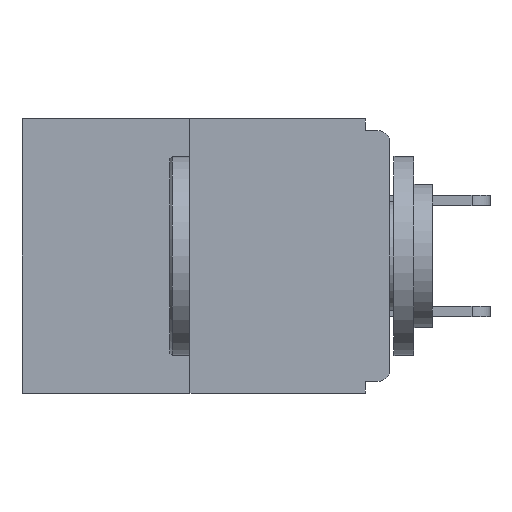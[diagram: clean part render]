
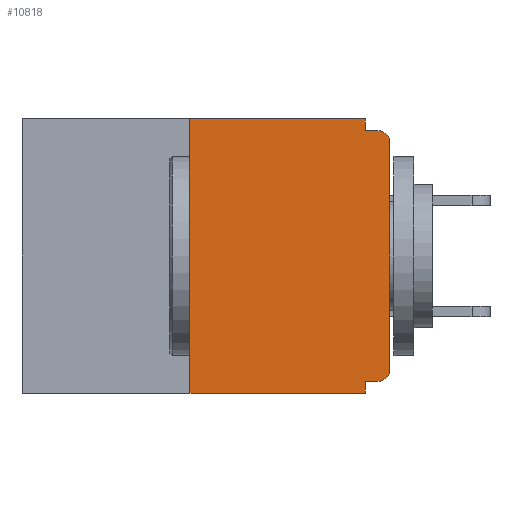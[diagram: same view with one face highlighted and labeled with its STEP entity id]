
A CAD part, left-side view. The second image highlights one B-rep face of the part: STEP entity #10818.
In plain terms, the highlighted planar face has unit normal (-1, 0, 0).
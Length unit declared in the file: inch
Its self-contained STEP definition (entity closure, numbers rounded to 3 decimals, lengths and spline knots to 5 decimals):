
#2 = EDGE_CURVE ( 'NONE', #3013, #6460, #455, .T. ) ;
#142 = CARTESIAN_POINT ( 'NONE',  ( 0., 0.015, -0.313 ) ) ;
#190 = DIRECTION ( 'NONE',  ( -1., 0., 0. ) ) ;
#338 = AXIS2_PLACEMENT_3D ( 'NONE', #142, #190, #5262 ) ;
#455 = LINE ( 'NONE', #9021, #4644 ) ;
#502 = VECTOR ( 'NONE', #896, 39.37008 ) ;
#504 = ORIENTED_EDGE ( 'NONE', *, *, #10536, .F. ) ;
#665 = ORIENTED_EDGE ( 'NONE', *, *, #8146, .F. ) ;
#668 = DIRECTION ( 'NONE',  ( 0., -1., 0. ) ) ;
#896 = DIRECTION ( 'NONE',  ( 0., 1., 0. ) ) ;
#1204 = DIRECTION ( 'NONE',  ( -1., 0., 0. ) ) ;
#1222 = ORIENTED_EDGE ( 'NONE', *, *, #9795, .F. ) ;
#1623 = LINE ( 'NONE', #8329, #2414 ) ;
#1671 = CARTESIAN_POINT ( 'NONE',  ( 0., 0.031, -0.343 ) ) ;
#1683 = EDGE_LOOP ( 'NONE', ( #5377, #3775, #10698, #665, #504, #4933, #2106, #2794, #4261, #1222 ) ) ;
#1932 = VERTEX_POINT ( 'NONE', #7366 ) ;
#1981 = VECTOR ( 'NONE', #3225, 39.37008 ) ;
#2063 = CIRCLE ( 'NONE', #11836, 0.015 ) ;
#2106 = ORIENTED_EDGE ( 'NONE', *, *, #7622, .T. ) ;
#2196 = DIRECTION ( 'NONE',  ( 0., -1., 0. ) ) ;
#2239 = CARTESIAN_POINT ( 'NONE',  ( 0., 0.25, 0. ) ) ;
#2414 = VECTOR ( 'NONE', #668, 39.37008 ) ;
#2536 = CARTESIAN_POINT ( 'NONE',  ( 0., 0.015, -0.015 ) ) ;
#2779 = VERTEX_POINT ( 'NONE', #7833 ) ;
#2785 = VERTEX_POINT ( 'NONE', #10905 ) ;
#2794 = ORIENTED_EDGE ( 'NONE', *, *, #10994, .T. ) ;
#3013 = VERTEX_POINT ( 'NONE', #10024 ) ;
#3102 = VECTOR ( 'NONE', #11434, 39.37008 ) ;
#3225 = DIRECTION ( 'NONE',  ( 0., 0., -1. ) ) ;
#3687 = VERTEX_POINT ( 'NONE', #2239 ) ;
#3775 = ORIENTED_EDGE ( 'NONE', *, *, #9845, .F. ) ;
#3799 = CARTESIAN_POINT ( 'NONE',  ( 0., 0., -0.03 ) ) ;
#4261 = ORIENTED_EDGE ( 'NONE', *, *, #11327, .F. ) ;
#4644 = VECTOR ( 'NONE', #9137, 39.37008 ) ;
#4933 = ORIENTED_EDGE ( 'NONE', *, *, #7826, .T. ) ;
#4955 = DIRECTION ( 'NONE',  ( 0., 0., -1. ) ) ;
#5262 = DIRECTION ( 'NONE',  ( 0., 0., -1. ) ) ;
#5377 = ORIENTED_EDGE ( 'NONE', *, *, #6312, .F. ) ;
#5600 = DIRECTION ( 'NONE',  ( 0., 0., -1. ) ) ;
#5607 = CARTESIAN_POINT ( 'NONE',  ( 0., 0.031, -0.343 ) ) ;
#6067 = VERTEX_POINT ( 'NONE', #3799 ) ;
#6312 = EDGE_CURVE ( 'NONE', #3687, #15918, #1623, .T. ) ;
#6337 = VERTEX_POINT ( 'NONE', #2536 ) ;
#6460 = VERTEX_POINT ( 'NONE', #5607 ) ;
#6708 = LINE ( 'NONE', #13712, #502 ) ;
#7224 = VECTOR ( 'NONE', #14602, 39.37008 ) ;
#7340 = CARTESIAN_POINT ( 'NONE',  ( 0., 0.015, -0.328 ) ) ;
#7366 = CARTESIAN_POINT ( 'NONE',  ( 0., 0.031, -0.015 ) ) ;
#7431 = CARTESIAN_POINT ( 'NONE',  ( 0., 0.46, 0. ) ) ;
#7481 = VECTOR ( 'NONE', #2196, 39.37008 ) ;
#7622 = EDGE_CURVE ( 'NONE', #2779, #6067, #12874, .T. ) ;
#7826 = EDGE_CURVE ( 'NONE', #12930, #2779, #10659, .T. ) ;
#7833 = CARTESIAN_POINT ( 'NONE',  ( 0., 0., -0.313 ) ) ;
#8146 = EDGE_CURVE ( 'NONE', #2785, #6460, #8408, .T. ) ;
#8329 = CARTESIAN_POINT ( 'NONE',  ( 0., 0.46, 0. ) ) ;
#8408 = LINE ( 'NONE', #1671, #1981 ) ;
#8674 = CARTESIAN_POINT ( 'NONE',  ( 0., 0.25, 0. ) ) ;
#9021 = CARTESIAN_POINT ( 'NONE',  ( 0., 0.46, -0.343 ) ) ;
#9137 = DIRECTION ( 'NONE',  ( 0., -1., 0. ) ) ;
#9795 = EDGE_CURVE ( 'NONE', #15918, #1932, #10398, .T. ) ;
#9845 = EDGE_CURVE ( 'NONE', #3013, #3687, #12166, .T. ) ;
#10024 = CARTESIAN_POINT ( 'NONE',  ( 0., 0.25, -0.343 ) ) ;
#10145 = DIRECTION ( 'NONE',  ( 0., 0., -1. ) ) ;
#10176 = VECTOR ( 'NONE', #5600, 39.37008 ) ;
#10398 = LINE ( 'NONE', #13948, #10176 ) ;
#10536 = EDGE_CURVE ( 'NONE', #12930, #2785, #6708, .T. ) ;
#10659 = CIRCLE ( 'NONE', #338, 0.015 ) ;
#10698 = ORIENTED_EDGE ( 'NONE', *, *, #2, .T. ) ;
#10818 = ADVANCED_FACE ( 'NONE', ( #11943 ), #12455, .F. ) ;
#10905 = CARTESIAN_POINT ( 'NONE',  ( 0., 0.031, -0.328 ) ) ;
#10994 = EDGE_CURVE ( 'NONE', #6067, #6337, #2063, .T. ) ;
#11299 = AXIS2_PLACEMENT_3D ( 'NONE', #7431, #16425, #4955 ) ;
#11327 = EDGE_CURVE ( 'NONE', #1932, #6337, #13349, .T. ) ;
#11434 = DIRECTION ( 'NONE',  ( 0., 0., 1. ) ) ;
#11836 = AXIS2_PLACEMENT_3D ( 'NONE', #12740, #1204, #10145 ) ;
#11943 = FACE_OUTER_BOUND ( 'NONE', #1683, .T. ) ;
#12074 = CARTESIAN_POINT ( 'NONE',  ( 0., 0.031, 0. ) ) ;
#12166 = LINE ( 'NONE', #8674, #3102 ) ;
#12455 = PLANE ( 'NONE',  #11299 ) ;
#12740 = CARTESIAN_POINT ( 'NONE',  ( 0., 0.015, -0.03 ) ) ;
#12874 = LINE ( 'NONE', #13259, #7224 ) ;
#12930 = VERTEX_POINT ( 'NONE', #7340 ) ;
#13259 = CARTESIAN_POINT ( 'NONE',  ( 0., 0., 0. ) ) ;
#13349 = LINE ( 'NONE', #14214, #7481 ) ;
#13712 = CARTESIAN_POINT ( 'NONE',  ( 0., 0., -0.328 ) ) ;
#13948 = CARTESIAN_POINT ( 'NONE',  ( 0., 0.031, 0. ) ) ;
#14214 = CARTESIAN_POINT ( 'NONE',  ( 0., 0., -0.015 ) ) ;
#14602 = DIRECTION ( 'NONE',  ( 0., 0., 1. ) ) ;
#15918 = VERTEX_POINT ( 'NONE', #12074 ) ;
#16425 = DIRECTION ( 'NONE',  ( 1., 0., 0. ) ) ;
